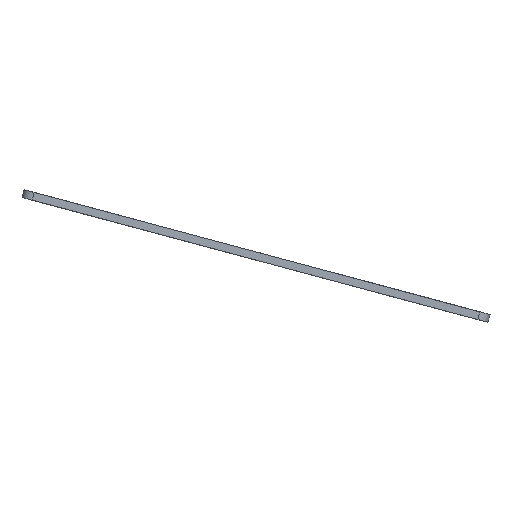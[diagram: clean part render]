
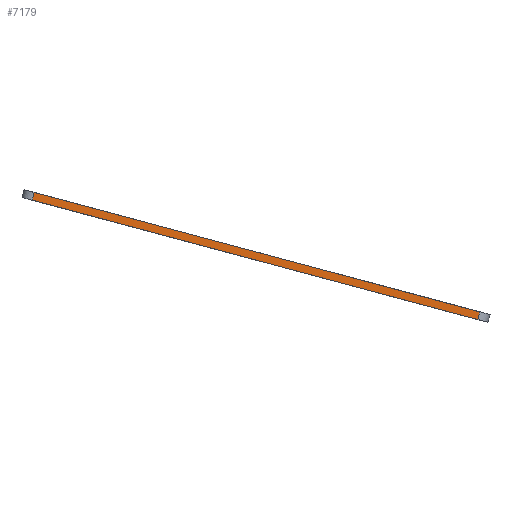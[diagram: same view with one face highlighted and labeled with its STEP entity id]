
A CAD part, left-side view. The second image highlights one B-rep face of the part: STEP entity #7179.
In plain terms, the highlighted planar face has unit normal (-1, 0, 0).
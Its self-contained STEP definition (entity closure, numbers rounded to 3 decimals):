
#657=PLANE('',#7585);
#859=FACE_OUTER_BOUND('',#1249,.T.);
#1249=EDGE_LOOP('',(#4938,#4939,#4940,#4941));
#1688=LINE('',#8986,#2373);
#1690=LINE('',#8992,#2375);
#1691=LINE('',#8994,#2376);
#1692=LINE('',#8995,#2377);
#2373=VECTOR('',#7825,10.);
#2375=VECTOR('',#7831,10.);
#2376=VECTOR('',#7832,10.);
#2377=VECTOR('',#7833,10.);
#3075=VERTEX_POINT('',#8983);
#3076=VERTEX_POINT('',#8985);
#3078=VERTEX_POINT('',#8991);
#3079=VERTEX_POINT('',#8993);
#3819=EDGE_CURVE('',#3075,#3076,#1688,.T.);
#3822=EDGE_CURVE('',#3078,#3075,#1690,.T.);
#3823=EDGE_CURVE('',#3079,#3078,#1691,.T.);
#3824=EDGE_CURVE('',#3076,#3079,#1692,.T.);
#4938=ORIENTED_EDGE('',*,*,#3819,.F.);
#4939=ORIENTED_EDGE('',*,*,#3822,.F.);
#4940=ORIENTED_EDGE('',*,*,#3823,.F.);
#4941=ORIENTED_EDGE('',*,*,#3824,.F.);
#7179=ADVANCED_FACE('',(#859),#657,.T.);
#7585=AXIS2_PLACEMENT_3D('',#8990,#7829,#7830);
#7825=DIRECTION('',(0.,0.259,-0.966));
#7829=DIRECTION('center_axis',(-1.,0.,0.));
#7830=DIRECTION('ref_axis',(0.,-0.966,-0.259));
#7831=DIRECTION('',(0.,-0.966,-0.259));
#7832=DIRECTION('',(0.,-0.259,0.966));
#7833=DIRECTION('',(0.,0.966,0.259));
#8983=CARTESIAN_POINT('',(-53.216,-27.69,19.181));
#8985=CARTESIAN_POINT('',(-53.216,-27.302,17.733));
#8986=CARTESIAN_POINT('',(-53.216,-27.302,17.733));
#8990=CARTESIAN_POINT('Origin',(-53.216,59.007,40.859));
#8991=CARTESIAN_POINT('',(-53.216,56.686,41.79));
#8992=CARTESIAN_POINT('',(-53.216,-29.622,18.664));
#8993=CARTESIAN_POINT('',(-53.216,57.075,40.341));
#8994=CARTESIAN_POINT('',(-53.216,57.075,40.341));
#8995=CARTESIAN_POINT('',(-53.216,-29.234,17.215));
